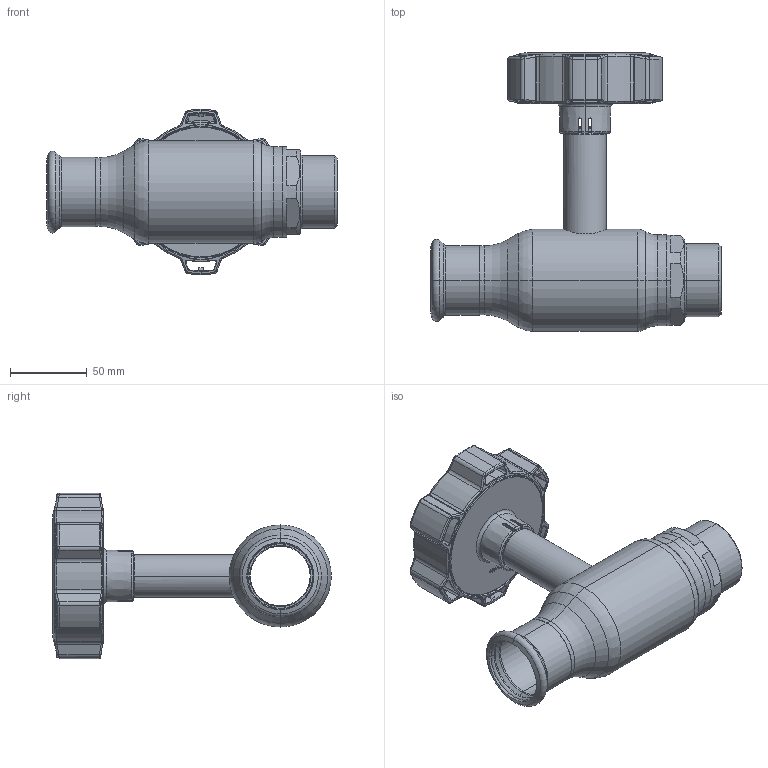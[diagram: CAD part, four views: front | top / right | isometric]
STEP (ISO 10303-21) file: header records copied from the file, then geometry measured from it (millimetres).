
FILE_DESCRIPTION (( 'STEP AP214' ), '1' );
FILE_NAME ('2040001201-0200.step', '2023-12-12T09:11:52', ( '' ), ( '' ), 'SwSTEP 2.0', 'SolidWorks 2021', '' );
FILE_SCHEMA (( 'AUTOMOTIVE_DESIGN' ));
Length unit declared in the file: millimetre
Products named in the file (1): 2040001201-0200
Bounding box: 189.8 x 182.03 x 107.98 mm (x, y, z)
Surface area: 96606.6 mm2 (no closed solid volume)
Topology: 0 solids, 10 shells, 522 faces, 1633 edges, 1083 vertices
Faces by surface type: bspline 157, cylinder 115, plane 113, torus 75, cone 57, sphere 5
Entity records: 32188 total; most frequent: CARTESIAN_POINT 13713, ORIENTED_EDGE 2780, DIRECTION 2218, EDGE_CURVE 1627, VERTEX_POINT 1083, AXIS2_PLACEMENT_3D 874, B_SPLINE_CURVE_WITH_KNOTS 626, EDGE_LOOP 554
